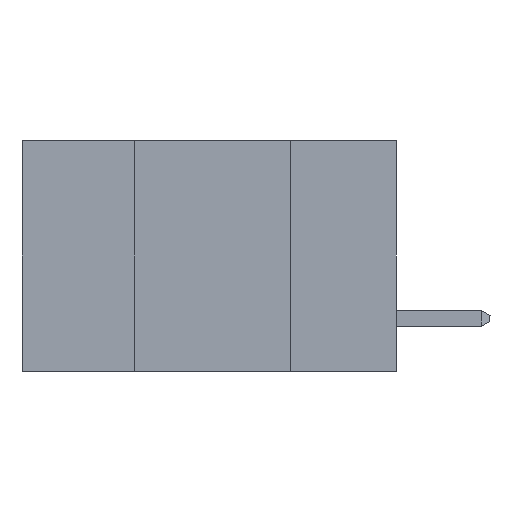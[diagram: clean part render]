
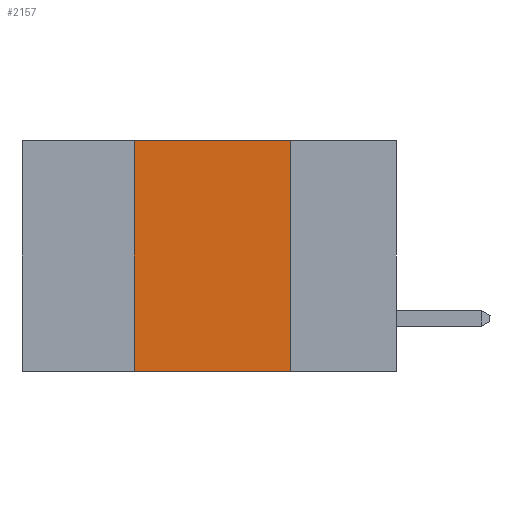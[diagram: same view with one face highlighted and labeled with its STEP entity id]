
A CAD part, left-side view. The second image highlights one B-rep face of the part: STEP entity #2157.
In plain terms, the highlighted planar face has unit normal (-1, 0, 0).
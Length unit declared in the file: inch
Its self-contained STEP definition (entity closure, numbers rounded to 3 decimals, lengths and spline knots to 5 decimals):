
#341 = CARTESIAN_POINT ( 'NONE',  ( 0., 0.42, -0.37 ) ) ;
#453 = DIRECTION ( 'NONE',  ( 0., 0., 1. ) ) ;
#1298 = LINE ( 'NONE', #1936, #7238 ) ;
#1517 = CARTESIAN_POINT ( 'NONE',  ( 0., 0.42, -0.37 ) ) ;
#1899 = DIRECTION ( 'NONE',  ( 0., -1., 0. ) ) ;
#1925 = EDGE_CURVE ( 'NONE', #9597, #6320, #2802, .T. ) ;
#1936 = CARTESIAN_POINT ( 'NONE',  ( 0., 0.6, 0. ) ) ;
#2097 = CARTESIAN_POINT ( 'NONE',  ( 0., 0.17, -0.37 ) ) ;
#2157 = ADVANCED_FACE ( 'NONE', ( #6160 ), #3217, .F. ) ;
#2269 = VECTOR ( 'NONE', #453, 39.37008 ) ;
#2802 = LINE ( 'NONE', #341, #2269 ) ;
#3217 = PLANE ( 'NONE',  #9742 ) ;
#3452 = DIRECTION ( 'NONE',  ( 1., 0., 0. ) ) ;
#3496 = LINE ( 'NONE', #4087, #9173 ) ;
#4079 = ORIENTED_EDGE ( 'NONE', *, *, #7075, .T. ) ;
#4087 = CARTESIAN_POINT ( 'NONE',  ( 0., 0.17, -0.37 ) ) ;
#4124 = DIRECTION ( 'NONE',  ( 0., 0., -1. ) ) ;
#4588 = VERTEX_POINT ( 'NONE', #7154 ) ;
#4636 = DIRECTION ( 'NONE',  ( 0., -1., 0. ) ) ;
#4913 = ORIENTED_EDGE ( 'NONE', *, *, #5775, .F. ) ;
#4950 = VECTOR ( 'NONE', #4636, 39.37008 ) ;
#5271 = EDGE_CURVE ( 'NONE', #4588, #7607, #3496, .T. ) ;
#5320 = ORIENTED_EDGE ( 'NONE', *, *, #1925, .F. ) ;
#5775 = EDGE_CURVE ( 'NONE', #6320, #4588, #1298, .T. ) ;
#6160 = FACE_OUTER_BOUND ( 'NONE', #6278, .T. ) ;
#6278 = EDGE_LOOP ( 'NONE', ( #6773, #4913, #5320, #4079 ) ) ;
#6320 = VERTEX_POINT ( 'NONE', #9616 ) ;
#6767 = CARTESIAN_POINT ( 'NONE',  ( 0., 0.6, 0. ) ) ;
#6773 = ORIENTED_EDGE ( 'NONE', *, *, #5271, .F. ) ;
#6866 = DIRECTION ( 'NONE',  ( 0., 0., -1. ) ) ;
#6923 = LINE ( 'NONE', #7612, #4950 ) ;
#7075 = EDGE_CURVE ( 'NONE', #9597, #7607, #6923, .T. ) ;
#7154 = CARTESIAN_POINT ( 'NONE',  ( 0., 0.17, 0. ) ) ;
#7238 = VECTOR ( 'NONE', #1899, 39.37008 ) ;
#7607 = VERTEX_POINT ( 'NONE', #2097 ) ;
#7612 = CARTESIAN_POINT ( 'NONE',  ( 0., 0.6, -0.37 ) ) ;
#9173 = VECTOR ( 'NONE', #4124, 39.37008 ) ;
#9597 = VERTEX_POINT ( 'NONE', #1517 ) ;
#9616 = CARTESIAN_POINT ( 'NONE',  ( 0., 0.42, 0. ) ) ;
#9742 = AXIS2_PLACEMENT_3D ( 'NONE', #6767, #3452, #6866 ) ;
